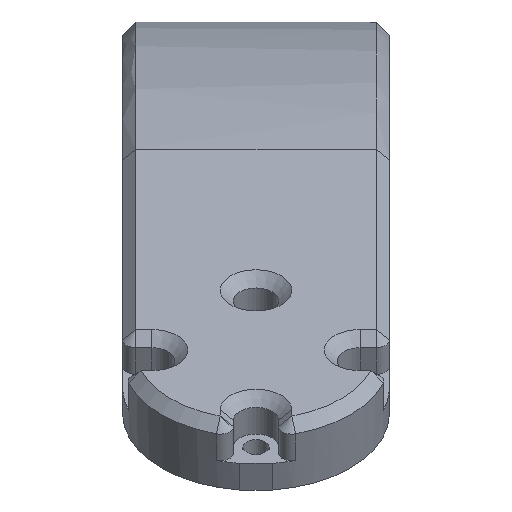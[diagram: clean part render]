
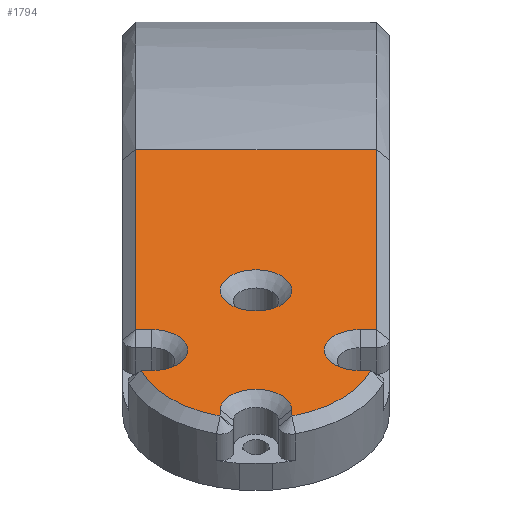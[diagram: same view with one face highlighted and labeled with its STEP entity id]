
A CAD part, left-side view. The second image highlights one B-rep face of the part: STEP entity #1794.
In plain terms, the highlighted planar face has unit normal (-0.574, 0, 0.819).
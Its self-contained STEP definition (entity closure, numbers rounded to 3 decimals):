
#50=FACE_BOUND('',#353,.T.);
#78=CIRCLE('',#1929,2.75);
#79=CIRCLE('',#1931,2.75);
#80=CIRCLE('',#1932,9.25);
#81=CIRCLE('',#1933,2.75);
#82=CIRCLE('',#1934,9.25);
#83=CIRCLE('',#1935,2.75);
#183=PLANE('',#1930);
#237=FACE_OUTER_BOUND('',#352,.T.);
#352=EDGE_LOOP('',(#1290,#1291,#1292,#1293,#1294,#1295,#1296,#1297,#1298,
#1299,#1300,#1301,#1302,#1303));
#353=EDGE_LOOP('',(#1304));
#497=LINE('',#2845,#661);
#498=LINE('',#2847,#662);
#499=LINE('',#2851,#663);
#500=LINE('',#2855,#664);
#501=LINE('',#2859,#665);
#502=LINE('',#2863,#666);
#503=LINE('',#2867,#667);
#504=LINE('',#2869,#668);
#505=LINE('',#2870,#669);
#661=VECTOR('',#2164,10.);
#662=VECTOR('',#2165,10.);
#663=VECTOR('',#2168,10.);
#664=VECTOR('',#2171,10.);
#665=VECTOR('',#2174,10.);
#666=VECTOR('',#2177,10.);
#667=VECTOR('',#2180,10.);
#668=VECTOR('',#2181,10.);
#669=VECTOR('',#2182,10.);
#849=VERTEX_POINT('',#2839);
#850=VERTEX_POINT('',#2843);
#851=VERTEX_POINT('',#2844);
#852=VERTEX_POINT('',#2846);
#853=VERTEX_POINT('',#2848);
#854=VERTEX_POINT('',#2850);
#855=VERTEX_POINT('',#2852);
#856=VERTEX_POINT('',#2854);
#857=VERTEX_POINT('',#2856);
#858=VERTEX_POINT('',#2858);
#859=VERTEX_POINT('',#2860);
#860=VERTEX_POINT('',#2862);
#861=VERTEX_POINT('',#2864);
#862=VERTEX_POINT('',#2866);
#863=VERTEX_POINT('',#2868);
#1012=EDGE_CURVE('',#849,#849,#78,.T.);
#1013=EDGE_CURVE('',#850,#851,#497,.T.);
#1014=EDGE_CURVE('',#852,#850,#498,.T.);
#1015=EDGE_CURVE('',#853,#852,#79,.T.);
#1016=EDGE_CURVE('',#854,#853,#499,.T.);
#1017=EDGE_CURVE('',#855,#854,#80,.T.);
#1018=EDGE_CURVE('',#856,#855,#500,.T.);
#1019=EDGE_CURVE('',#857,#856,#81,.T.);
#1020=EDGE_CURVE('',#858,#857,#501,.T.);
#1021=EDGE_CURVE('',#859,#858,#82,.T.);
#1022=EDGE_CURVE('',#860,#859,#502,.T.);
#1023=EDGE_CURVE('',#861,#860,#83,.T.);
#1024=EDGE_CURVE('',#862,#861,#503,.T.);
#1025=EDGE_CURVE('',#863,#862,#504,.T.);
#1026=EDGE_CURVE('',#863,#851,#505,.T.);
#1290=ORIENTED_EDGE('',*,*,#1013,.F.);
#1291=ORIENTED_EDGE('',*,*,#1014,.F.);
#1292=ORIENTED_EDGE('',*,*,#1015,.F.);
#1293=ORIENTED_EDGE('',*,*,#1016,.F.);
#1294=ORIENTED_EDGE('',*,*,#1017,.F.);
#1295=ORIENTED_EDGE('',*,*,#1018,.F.);
#1296=ORIENTED_EDGE('',*,*,#1019,.F.);
#1297=ORIENTED_EDGE('',*,*,#1020,.F.);
#1298=ORIENTED_EDGE('',*,*,#1021,.F.);
#1299=ORIENTED_EDGE('',*,*,#1022,.F.);
#1300=ORIENTED_EDGE('',*,*,#1023,.F.);
#1301=ORIENTED_EDGE('',*,*,#1024,.F.);
#1302=ORIENTED_EDGE('',*,*,#1025,.F.);
#1303=ORIENTED_EDGE('',*,*,#1026,.T.);
#1304=ORIENTED_EDGE('',*,*,#1012,.F.);
#1794=ADVANCED_FACE('',(#237,#50),#183,.T.);
#1929=AXIS2_PLACEMENT_3D('',#2841,#2160,#2161);
#1930=AXIS2_PLACEMENT_3D('',#2842,#2162,#2163);
#1931=AXIS2_PLACEMENT_3D('',#2849,#2166,#2167);
#1932=AXIS2_PLACEMENT_3D('',#2853,#2169,#2170);
#1933=AXIS2_PLACEMENT_3D('',#2857,#2172,#2173);
#1934=AXIS2_PLACEMENT_3D('',#2861,#2175,#2176);
#1935=AXIS2_PLACEMENT_3D('',#2865,#2178,#2179);
#2160=DIRECTION('center_axis',(-0.574,0.,0.819));
#2161=DIRECTION('ref_axis',(0.819,0.,0.574));
#2162=DIRECTION('center_axis',(-0.574,0.,0.819));
#2163=DIRECTION('ref_axis',(0.819,0.,0.574));
#2164=DIRECTION('',(0.819,0.,0.574));
#2165=DIRECTION('',(0.,1.,0.));
#2166=DIRECTION('center_axis',(-0.574,0.,0.819));
#2167=DIRECTION('ref_axis',(0.819,0.,0.574));
#2168=DIRECTION('',(0.,-1.,0.));
#2169=DIRECTION('center_axis',(0.574,0.,-0.819));
#2170=DIRECTION('ref_axis',(-0.819,0.,-0.574));
#2171=DIRECTION('',(-0.819,0.,-0.574));
#2172=DIRECTION('center_axis',(-0.574,0.,0.819));
#2173=DIRECTION('ref_axis',(0.819,0.,0.574));
#2174=DIRECTION('',(0.819,0.,0.574));
#2175=DIRECTION('center_axis',(0.574,0.,-0.819));
#2176=DIRECTION('ref_axis',(-0.819,0.,-0.574));
#2177=DIRECTION('',(0.,-1.,0.));
#2178=DIRECTION('center_axis',(-0.574,0.,0.819));
#2179=DIRECTION('ref_axis',(0.819,0.,0.574));
#2180=DIRECTION('',(0.,1.,0.));
#2181=DIRECTION('',(-0.819,0.,-0.574));
#2182=DIRECTION('',(0.,1.,0.));
#2839=CARTESIAN_POINT('',(436.631,0.,252.236));
#2841=CARTESIAN_POINT('Origin',(438.884,0.,
253.813));
#2842=CARTESIAN_POINT('Origin',(423.997,0.,243.389));
#2843=CARTESIAN_POINT('',(434.584,9.25,250.802));
#2844=CARTESIAN_POINT('',(454.337,9.25,264.633));
#2845=CARTESIAN_POINT('',(446.162,9.25,258.909));
#2846=CARTESIAN_POINT('',(434.584,8.,250.802));
#2847=CARTESIAN_POINT('',(434.584,5.574,250.802));
#2848=CARTESIAN_POINT('',(430.078,8.,247.647));
#2849=CARTESIAN_POINT('Origin',(432.331,8.,249.224));
#2850=CARTESIAN_POINT('',(430.078,8.832,247.647));
#2851=CARTESIAN_POINT('',(430.078,4.,247.647));
#2852=CARTESIAN_POINT('',(425.096,2.75,244.159));
#2853=CARTESIAN_POINT('Origin',(432.331,0.,
249.224));
#2854=CARTESIAN_POINT('',(425.778,2.75,244.636));
#2855=CARTESIAN_POINT('',(423.562,2.75,243.085));
#2856=CARTESIAN_POINT('',(425.778,-2.75,244.636));
#2857=CARTESIAN_POINT('Origin',(425.778,0.,
244.636));
#2858=CARTESIAN_POINT('',(425.096,-2.75,244.159));
#2859=CARTESIAN_POINT('',(424.887,-2.75,244.013));
#2860=CARTESIAN_POINT('',(430.078,-8.832,247.647));
#2861=CARTESIAN_POINT('Origin',(432.331,0.,
249.224));
#2862=CARTESIAN_POINT('',(430.078,-8.,247.647));
#2863=CARTESIAN_POINT('',(430.078,-5.678,247.647));
#2864=CARTESIAN_POINT('',(434.584,-8.,250.802));
#2865=CARTESIAN_POINT('Origin',(432.331,-8.,249.224));
#2866=CARTESIAN_POINT('',(434.584,-9.25,250.802));
#2867=CARTESIAN_POINT('',(434.584,-4.,250.802));
#2868=CARTESIAN_POINT('',(454.337,-9.25,264.633));
#2869=CARTESIAN_POINT('',(446.162,-9.25,258.909));
#2870=CARTESIAN_POINT('',(454.337,0.,264.633));
